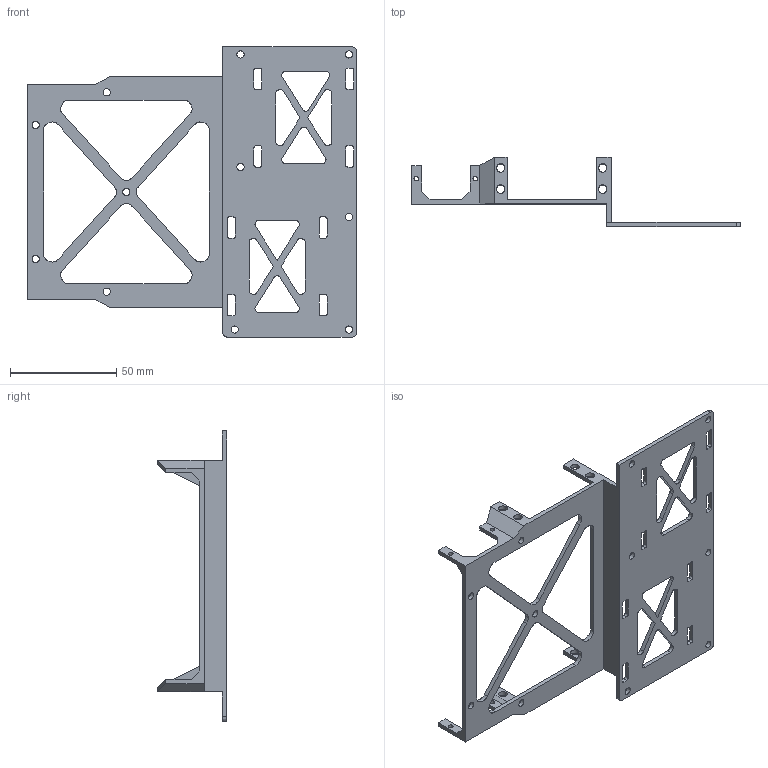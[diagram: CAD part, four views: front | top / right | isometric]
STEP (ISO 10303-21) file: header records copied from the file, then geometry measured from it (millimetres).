
FILE_DESCRIPTION(/* description */ (''),/* implementation_level */ '2;1');
FILE_NAME(/* name */ 'Powertrain_SubFrame.stp',/* time_stamp */ '2021-09-18T17:44:56+12:00',/* author */ ('PC'),/* organization */ (''),/* preprocessor_version */ 'ST-DEVELOPER v18.1',/* originating_system */ 'Autodesk Inventor 2021',/* authorisation */ '');
FILE_SCHEMA (('AUTOMOTIVE_DESIGN { 1 0 10303 214 3 1 1 }'));
Length unit declared in the file: millimetre
Products named in the file (1): Powertrain_SubFrame
Bounding box: 154.66 x 32.5 x 136.5 mm (x, y, z)
Volume: 26229.7 mm3; surface area: 31067.4 mm2
Topology: 1 solids, 1 shells, 215 faces, 638 edges, 425 vertices
Faces by surface type: plane 124, bspline 68, cylinder 23
Full cylindrical faces by diameter (mm): 2.2 x4, 3.4 x11, 4 x8
Entity records: 12204 total; most frequent: CARTESIAN_POINT 6649, ORIENTED_EDGE 1276, DIRECTION 853, EDGE_CURVE 638, LINE 443, VECTOR 443, VERTEX_POINT 425, EDGE_LOOP 301
